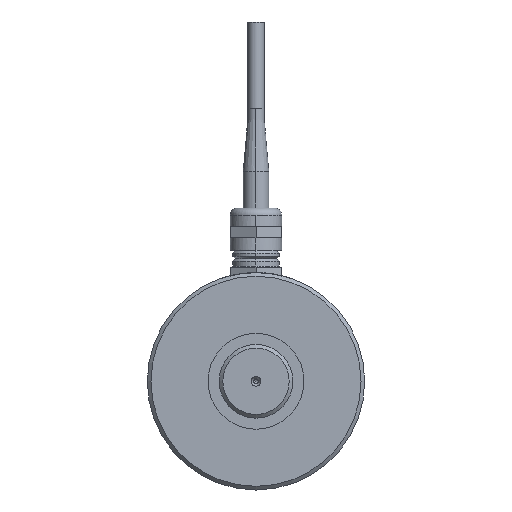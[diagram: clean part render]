
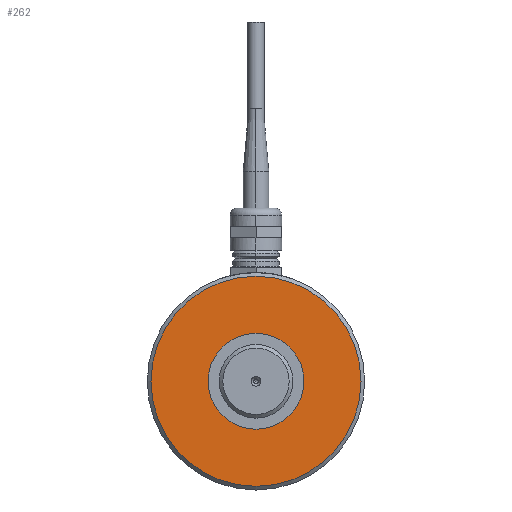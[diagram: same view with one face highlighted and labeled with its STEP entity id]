
A CAD part, front view. The second image highlights one B-rep face of the part: STEP entity #262.
In plain terms, the highlighted planar face has unit normal (0, -1, 0).
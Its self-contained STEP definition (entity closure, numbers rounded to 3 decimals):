
#262 = ADVANCED_FACE( '', ( #557, #558 ), #559, .T. );
#557 = FACE_OUTER_BOUND( '', #905, .T. );
#558 = FACE_BOUND( '', #906, .T. );
#559 = PLANE( '', #907 );
#905 = EDGE_LOOP( '', ( #1407 ) );
#906 = EDGE_LOOP( '', ( #1408 ) );
#907 = AXIS2_PLACEMENT_3D( '', #1409, #1410, #1411 );
#1407 = ORIENTED_EDGE( '', *, *, #1865, .T. );
#1408 = ORIENTED_EDGE( '', *, *, #2019, .T. );
#1409 = CARTESIAN_POINT( '', ( -13., -16.5, 0. ) );
#1410 = DIRECTION( '', ( 0., -1., 0. ) );
#1411 = DIRECTION( '', ( 1., 0., 0. ) );
#1865 = EDGE_CURVE( '', #2146, #2146, #2147, .T. );
#2019 = EDGE_CURVE( '', #2391, #2391, #2392, .F. );
#2146 = VERTEX_POINT( '', #2543 );
#2147 = CIRCLE( '', #2544, 28.5 );
#2391 = VERTEX_POINT( '', #3508 );
#2392 = CIRCLE( '', #3509, 13. );
#2543 = CARTESIAN_POINT( '', ( 28.5, -16.5, 0. ) );
#2544 = AXIS2_PLACEMENT_3D( '', #4142, #4143, #4144 );
#3508 = CARTESIAN_POINT( '', ( 13., -16.5, 0. ) );
#3509 = AXIS2_PLACEMENT_3D( '', #4196, #4197, #4198 );
#4142 = CARTESIAN_POINT( '', ( 0., -16.5, 0. ) );
#4143 = DIRECTION( '', ( 0., -1., 0. ) );
#4144 = DIRECTION( '', ( 1., 0., 0. ) );
#4196 = CARTESIAN_POINT( '', ( 0., -16.5, 0. ) );
#4197 = DIRECTION( '', ( 0., -1., 0. ) );
#4198 = DIRECTION( '', ( 1., 0., 0. ) );
